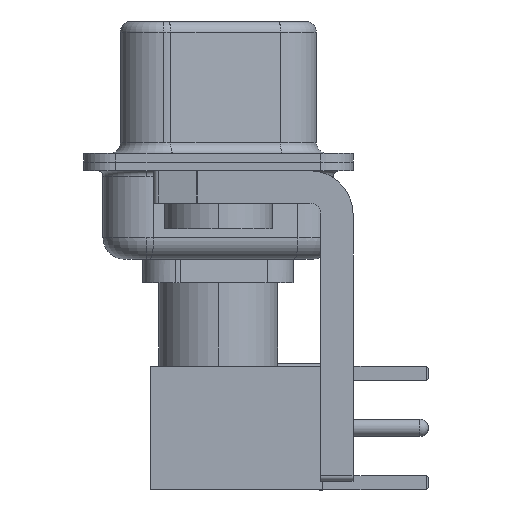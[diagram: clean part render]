
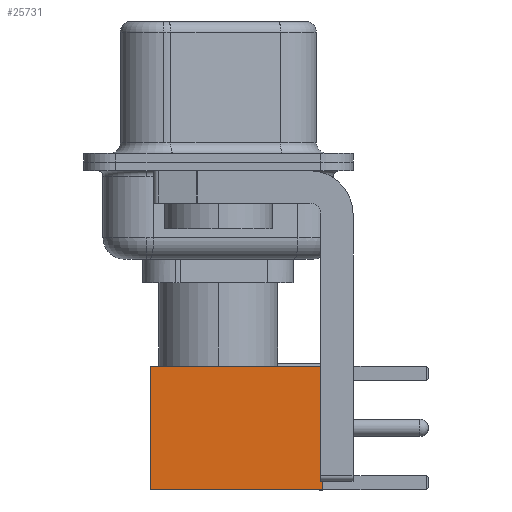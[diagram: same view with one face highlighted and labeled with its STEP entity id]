
A CAD part, left-side view. The second image highlights one B-rep face of the part: STEP entity #25731.
In plain terms, the highlighted face is planar.
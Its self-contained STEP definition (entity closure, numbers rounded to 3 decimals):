
#139 = CARTESIAN_POINT ( 'NONE',  ( 2.875, 2.875, 0. ) ) ;
#166 = ORIENTED_EDGE ( 'NONE', *, *, #6647, .F. ) ;
#3071 = CARTESIAN_POINT ( 'NONE',  ( 2.875, 2.875, 0. ) ) ;
#3336 = VERTEX_POINT ( 'NONE', #139 ) ;
#4154 = VERTEX_POINT ( 'NONE', #5144 ) ;
#4244 = DIRECTION ( 'NONE',  ( -1., 0., 0. ) ) ;
#5144 = CARTESIAN_POINT ( 'NONE',  ( -2.875, 2.875, 8. ) ) ;
#5165 = LINE ( 'NONE', #7645, #16330 ) ;
#5236 = AXIS2_PLACEMENT_3D ( 'NONE', #14618, #29834, #24556 ) ;
#6647 = EDGE_CURVE ( 'NONE', #4154, #20293, #6951, .T. ) ;
#6951 = LINE ( 'NONE', #27236, #20461 ) ;
#7645 = CARTESIAN_POINT ( 'NONE',  ( 0., 2.875, 8. ) ) ;
#8072 = CARTESIAN_POINT ( 'NONE',  ( 0., 2.875, 0. ) ) ;
#9344 = EDGE_CURVE ( 'NONE', #9564, #3336, #10183, .T. ) ;
#9564 = VERTEX_POINT ( 'NONE', #16653 ) ;
#10183 = LINE ( 'NONE', #3071, #23049 ) ;
#12062 = EDGE_CURVE ( 'NONE', #9564, #4154, #5165, .T. ) ;
#12700 = ORIENTED_EDGE ( 'NONE', *, *, #12062, .F. ) ;
#14269 = VECTOR ( 'NONE', #23091, 1000. ) ;
#14302 = FACE_OUTER_BOUND ( 'NONE', #24473, .T. ) ;
#14479 = ORIENTED_EDGE ( 'NONE', *, *, #29369, .T. ) ;
#14618 = CARTESIAN_POINT ( 'NONE',  ( 2.875, 2.875, 0. ) ) ;
#14821 = ORIENTED_EDGE ( 'NONE', *, *, #9344, .T. ) ;
#16330 = VECTOR ( 'NONE', #4244, 1000. ) ;
#16653 = CARTESIAN_POINT ( 'NONE',  ( 2.875, 2.875, 8. ) ) ;
#16999 = DIRECTION ( 'NONE',  ( 0., 0., -1. ) ) ;
#20293 = VERTEX_POINT ( 'NONE', #31147 ) ;
#20461 = VECTOR ( 'NONE', #16999, 1000. ) ;
#23049 = VECTOR ( 'NONE', #25388, 1000. ) ;
#23091 = DIRECTION ( 'NONE',  ( -1., 0., 0. ) ) ;
#24235 = PLANE ( 'NONE',  #5236 ) ;
#24473 = EDGE_LOOP ( 'NONE', ( #14821, #14479, #166, #12700 ) ) ;
#24556 = DIRECTION ( 'NONE',  ( 0., 0., 1. ) ) ;
#25084 = LINE ( 'NONE', #8072, #14269 ) ;
#25388 = DIRECTION ( 'NONE',  ( 0., 0., -1. ) ) ;
#25731 = ADVANCED_FACE ( 'NONE', ( #14302 ), #24235, .T. ) ;
#27236 = CARTESIAN_POINT ( 'NONE',  ( -2.875, 2.875, 0. ) ) ;
#29369 = EDGE_CURVE ( 'NONE', #3336, #20293, #25084, .T. ) ;
#29834 = DIRECTION ( 'NONE',  ( 0., 1., 0. ) ) ;
#31147 = CARTESIAN_POINT ( 'NONE',  ( -2.875, 2.875, 0. ) ) ;
